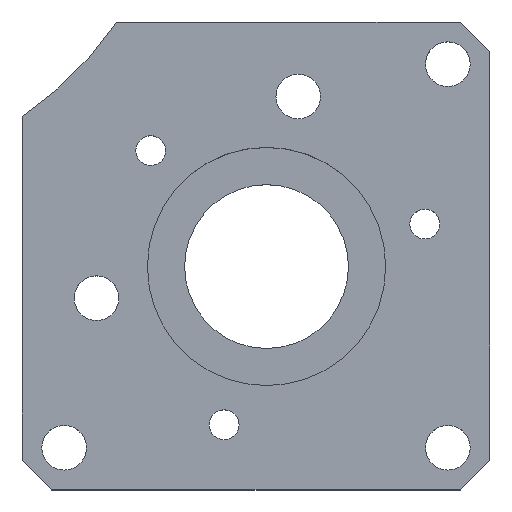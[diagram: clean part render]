
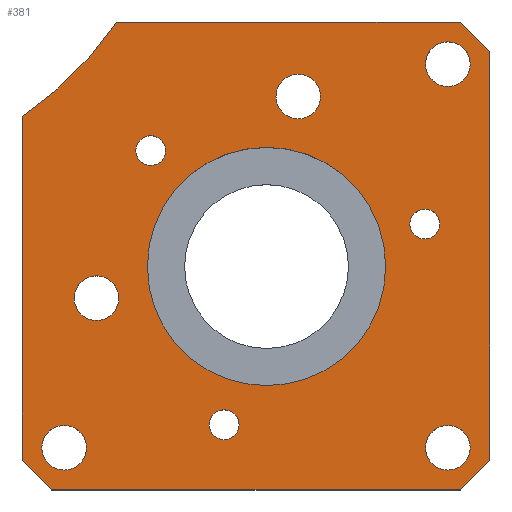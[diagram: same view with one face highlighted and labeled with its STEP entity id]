
A CAD part, top view. The second image highlights one B-rep face of the part: STEP entity #381.
In plain terms, the highlighted planar face has unit normal (0, 0, 1).
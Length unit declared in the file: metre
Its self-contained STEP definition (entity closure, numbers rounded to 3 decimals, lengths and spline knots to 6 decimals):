
#16=PLANE('',#435);
#26=LINE('',#574,#48);
#29=LINE('',#581,#51);
#33=LINE('',#590,#55);
#35=LINE('',#629,#57);
#38=LINE('',#642,#60);
#39=LINE('',#643,#61);
#40=LINE('',#644,#62);
#48=VECTOR('',#464,1.);
#51=VECTOR('',#469,1.);
#55=VECTOR('',#475,1.);
#57=VECTOR('',#521,1.);
#60=VECTOR('',#534,1.);
#61=VECTOR('',#535,1.);
#62=VECTOR('',#536,1.);
#104=ORIENTED_EDGE('',*,*,#190,.F.);
#105=ORIENTED_EDGE('',*,*,#169,.T.);
#106=ORIENTED_EDGE('',*,*,#191,.T.);
#107=ORIENTED_EDGE('',*,*,#185,.T.);
#108=ORIENTED_EDGE('',*,*,#158,.F.);
#109=ORIENTED_EDGE('',*,*,#162,.T.);
#110=ORIENTED_EDGE('',*,*,#192,.T.);
#111=ORIENTED_EDGE('',*,*,#165,.T.);
#112=ORIENTED_EDGE('',*,*,#193,.T.);
#113=ORIENTED_EDGE('',*,*,#183,.F.);
#114=ORIENTED_EDGE('',*,*,#181,.F.);
#115=ORIENTED_EDGE('',*,*,#179,.F.);
#116=ORIENTED_EDGE('',*,*,#177,.F.);
#117=ORIENTED_EDGE('',*,*,#175,.F.);
#118=ORIENTED_EDGE('',*,*,#173,.F.);
#119=ORIENTED_EDGE('',*,*,#171,.F.);
#120=ORIENTED_EDGE('',*,*,#188,.F.);
#158=EDGE_CURVE('',#202,#203,#237,.T.);
#162=EDGE_CURVE('',#202,#205,#26,.T.);
#165=EDGE_CURVE('',#209,#208,#29,.T.);
#169=EDGE_CURVE('',#213,#212,#33,.T.);
#171=EDGE_CURVE('',#214,#214,#238,.T.);
#173=EDGE_CURVE('',#216,#216,#240,.T.);
#175=EDGE_CURVE('',#218,#218,#242,.T.);
#177=EDGE_CURVE('',#220,#220,#244,.T.);
#179=EDGE_CURVE('',#222,#222,#246,.T.);
#181=EDGE_CURVE('',#224,#224,#248,.T.);
#183=EDGE_CURVE('',#226,#226,#250,.T.);
#185=EDGE_CURVE('',#228,#203,#35,.T.);
#188=EDGE_CURVE('',#230,#230,#252,.T.);
#190=EDGE_CURVE('',#232,#232,#254,.T.);
#191=EDGE_CURVE('',#212,#228,#38,.F.);
#192=EDGE_CURVE('',#205,#209,#39,.F.);
#193=EDGE_CURVE('',#208,#213,#40,.F.);
#202=VERTEX_POINT('',#565);
#203=VERTEX_POINT('',#567);
#205=VERTEX_POINT('',#573);
#208=VERTEX_POINT('',#580);
#209=VERTEX_POINT('',#582);
#212=VERTEX_POINT('',#589);
#213=VERTEX_POINT('',#591);
#214=VERTEX_POINT('',#595);
#216=VERTEX_POINT('',#600);
#218=VERTEX_POINT('',#605);
#220=VERTEX_POINT('',#610);
#222=VERTEX_POINT('',#615);
#224=VERTEX_POINT('',#620);
#226=VERTEX_POINT('',#625);
#228=VERTEX_POINT('',#630);
#230=VERTEX_POINT('',#636);
#232=VERTEX_POINT('',#641);
#237=CIRCLE('',#406,0.024);
#238=CIRCLE('',#411,0.0015);
#240=CIRCLE('',#414,0.0015);
#242=CIRCLE('',#417,0.001);
#244=CIRCLE('',#420,0.001);
#246=CIRCLE('',#423,0.001);
#248=CIRCLE('',#426,0.0015);
#250=CIRCLE('',#429,0.0015);
#252=CIRCLE('',#433,0.0015);
#254=CIRCLE('',#436,0.008);
#279=EDGE_LOOP('',(#104));
#280=EDGE_LOOP('',(#105,#106,#107,#108,#109,#110,#111,#112));
#281=EDGE_LOOP('',(#113));
#282=EDGE_LOOP('',(#114));
#283=EDGE_LOOP('',(#115));
#284=EDGE_LOOP('',(#116));
#285=EDGE_LOOP('',(#117));
#286=EDGE_LOOP('',(#118));
#287=EDGE_LOOP('',(#119));
#288=EDGE_LOOP('',(#120));
#329=FACE_BOUND('',#279,.T.);
#330=FACE_BOUND('',#280,.T.);
#331=FACE_BOUND('',#281,.T.);
#332=FACE_BOUND('',#282,.T.);
#333=FACE_BOUND('',#283,.T.);
#334=FACE_BOUND('',#284,.T.);
#335=FACE_BOUND('',#285,.T.);
#336=FACE_BOUND('',#286,.T.);
#337=FACE_BOUND('',#287,.T.);
#338=FACE_BOUND('',#288,.T.);
#381=ADVANCED_FACE('',(#329,#330,#331,#332,#333,#334,#335,#336,#337,#338),
#16,.T.);
#406=AXIS2_PLACEMENT_3D('',#566,#457,#458);
#411=AXIS2_PLACEMENT_3D('',#594,#479,#480);
#414=AXIS2_PLACEMENT_3D('',#599,#485,#486);
#417=AXIS2_PLACEMENT_3D('',#604,#491,#492);
#420=AXIS2_PLACEMENT_3D('',#609,#497,#498);
#423=AXIS2_PLACEMENT_3D('',#614,#503,#504);
#426=AXIS2_PLACEMENT_3D('',#619,#509,#510);
#429=AXIS2_PLACEMENT_3D('',#624,#515,#516);
#433=AXIS2_PLACEMENT_3D('',#635,#526,#527);
#435=AXIS2_PLACEMENT_3D('',#639,#530,#531);
#436=AXIS2_PLACEMENT_3D('',#640,#532,#533);
#457=DIRECTION('',(0.,0.,1.));
#458=DIRECTION('',(1.,0.,0.));
#464=DIRECTION('',(0.,-1.,0.));
#469=DIRECTION('',(1.,0.,0.));
#475=DIRECTION('',(0.,1.,0.));
#479=DIRECTION('',(0.,0.,1.));
#480=DIRECTION('',(1.,0.,0.));
#485=DIRECTION('',(0.,0.,1.));
#486=DIRECTION('',(1.,0.,0.));
#491=DIRECTION('',(0.,0.,1.));
#492=DIRECTION('',(1.,0.,0.));
#497=DIRECTION('',(0.,0.,1.));
#498=DIRECTION('',(1.,0.,0.));
#503=DIRECTION('',(0.,0.,1.));
#504=DIRECTION('',(1.,0.,0.));
#509=DIRECTION('',(0.,0.,1.));
#510=DIRECTION('',(1.,0.,0.));
#515=DIRECTION('',(0.,0.,1.));
#516=DIRECTION('',(1.,0.,0.));
#521=DIRECTION('',(-1.,0.,0.));
#526=DIRECTION('',(0.,0.,1.));
#527=DIRECTION('',(1.,0.,0.));
#530=DIRECTION('',(0.,0.,1.));
#531=DIRECTION('',(1.,0.,0.));
#532=DIRECTION('',(0.,0.,1.));
#533=DIRECTION('',(1.,0.,0.));
#534=DIRECTION('',(0.707,-0.707,0.));
#535=DIRECTION('',(-0.707,0.707,0.));
#536=DIRECTION('',(-0.707,-0.707,0.));
#565=CARTESIAN_POINT('',(0.0135,-0.019843,0.005));
#566=CARTESIAN_POINT('',(0.,0.,0.005));
#567=CARTESIAN_POINT('',(0.019843,-0.0135,0.005));
#573=CARTESIAN_POINT('',(0.0135,-0.042914,0.005));
#574=CARTESIAN_POINT('',(0.0135,-0.032379,0.005));
#580=CARTESIAN_POINT('',(0.042914,-0.044914,0.005));
#581=CARTESIAN_POINT('',(0.029207,-0.044914,0.005));
#582=CARTESIAN_POINT('',(0.0155,-0.044914,0.005));
#589=CARTESIAN_POINT('',(0.044914,-0.0155,0.005));
#590=CARTESIAN_POINT('',(0.044914,-0.029207,0.005));
#591=CARTESIAN_POINT('',(0.044914,-0.042914,0.005));
#594=CARTESIAN_POINT('',(0.016328,-0.042086,0.005));
#595=CARTESIAN_POINT('',(0.017828,-0.042086,0.005));
#599=CARTESIAN_POINT('',(0.042086,-0.016328,0.005));
#600=CARTESIAN_POINT('',(0.043586,-0.016328,0.005));
#604=CARTESIAN_POINT('',(0.027067,-0.040539,0.005));
#605=CARTESIAN_POINT('',(0.028067,-0.040539,0.005));
#609=CARTESIAN_POINT('',(0.040539,-0.027067,0.005));
#610=CARTESIAN_POINT('',(0.041539,-0.027067,0.005));
#614=CARTESIAN_POINT('',(0.022136,-0.022136,0.005));
#615=CARTESIAN_POINT('',(0.023136,-0.022136,0.005));
#619=CARTESIAN_POINT('',(0.0185,-0.032043,0.005));
#620=CARTESIAN_POINT('',(0.02,-0.032043,0.005));
#624=CARTESIAN_POINT('',(0.032043,-0.0185,0.005));
#625=CARTESIAN_POINT('',(0.033543,-0.0185,0.005));
#629=CARTESIAN_POINT('',(0.032379,-0.0135,0.005));
#630=CARTESIAN_POINT('',(0.042914,-0.0135,0.005));
#635=CARTESIAN_POINT('',(0.042086,-0.042086,0.005));
#636=CARTESIAN_POINT('',(0.043586,-0.042086,0.005));
#639=CARTESIAN_POINT('',(0.003957,-0.003957,0.005));
#640=CARTESIAN_POINT('',(0.029914,-0.029914,0.005));
#641=CARTESIAN_POINT('',(0.037914,-0.029914,0.005));
#642=CARTESIAN_POINT('',(0.018664,0.01075,0.005));
#643=CARTESIAN_POINT('',(-0.01075,-0.018664,0.005));
#644=CARTESIAN_POINT('',(0.043914,-0.043914,0.005));
